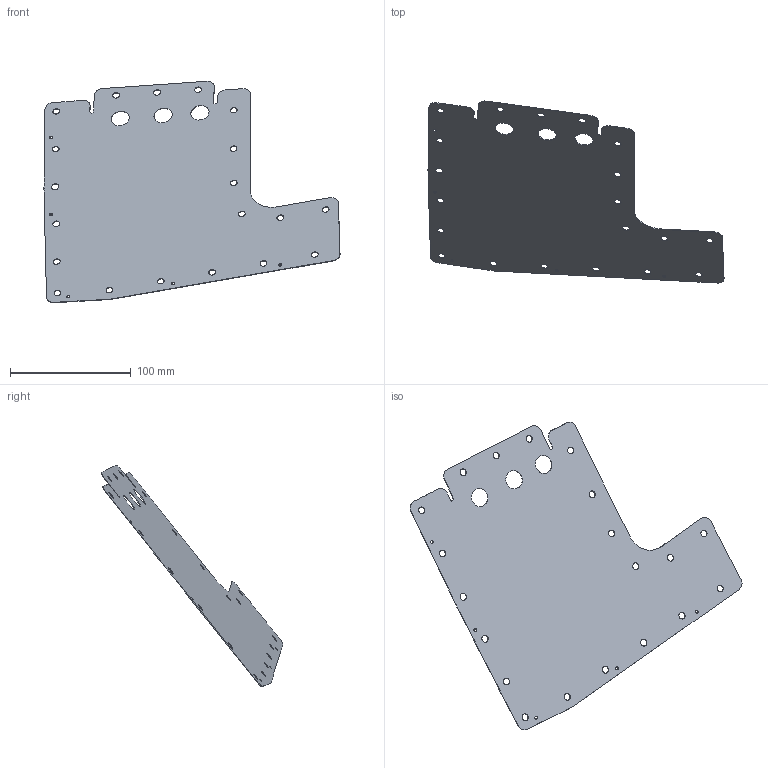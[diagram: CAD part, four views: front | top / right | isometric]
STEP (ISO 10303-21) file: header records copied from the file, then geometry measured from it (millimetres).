
FILE_DESCRIPTION (( 'STEP AP214' ), '1' );
FILE_NAME ('21052 flat.STEP', '2014-03-21T03:49:44', ( 'DAO' ), ( '' ), 'SwSTEP 2.0', 'SolidWorks 2014', '' );
FILE_SCHEMA (( 'AUTOMOTIVE_DESIGN' ));
Length unit declared in the file: inch
Products named in the file (1): 21052 flat
Bounding box: 244.83 x 150.28 x 183.04 mm (x, y, z)
Volume: 20537.1 mm3; surface area: 81607.3 mm2
Topology: 1 solids, 1 shells, 109 faces, 321 edges, 214 vertices
Faces by surface type: cylinder 81, plane 28
Entity records: 3869 total; most frequent: DIRECTION 703, CARTESIAN_POINT 645, ORIENTED_EDGE 642, EDGE_CURVE 321, AXIS2_PLACEMENT_3D 272, VERTEX_POINT 214, EDGE_LOOP 165, CIRCLE 162
